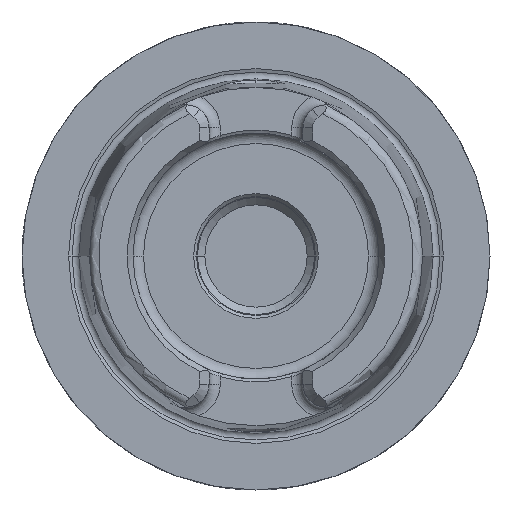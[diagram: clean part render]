
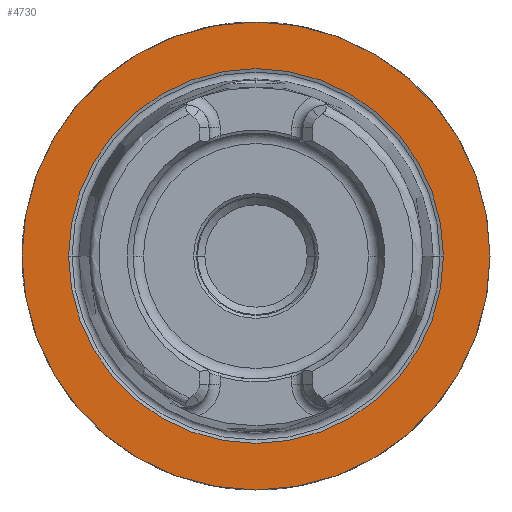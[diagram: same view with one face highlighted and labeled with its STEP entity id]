
A CAD part, left-side view. The second image highlights one B-rep face of the part: STEP entity #4730.
In plain terms, the highlighted planar face has unit normal (-1, 0, 0).
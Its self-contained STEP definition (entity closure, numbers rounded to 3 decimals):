
#1092=CARTESIAN_POINT('',(0.,0.,0.));
#1093=DIRECTION('',(1.,0.,0.));
#1094=DIRECTION('',(0.,1.,0.));
#1095=AXIS2_PLACEMENT_3D('',#1092,#1093,#1094);
#1097=CARTESIAN_POINT('',(0.,0.,0.));
#1098=DIRECTION('',(-1.,0.,0.));
#1099=DIRECTION('',(0.,1.,0.));
#1100=AXIS2_PLACEMENT_3D('',#1097,#1098,#1099);
#1102=CARTESIAN_POINT('',(0.,0.,0.));
#1103=DIRECTION('',(-1.,0.,0.));
#1104=DIRECTION('',(0.,-1.,0.));
#1105=AXIS2_PLACEMENT_3D('',#1102,#1103,#1104);
#1107=CARTESIAN_POINT('',(0.,0.,0.));
#1108=DIRECTION('',(-1.,0.,0.));
#1109=DIRECTION('',(0.,1.,0.));
#1110=AXIS2_PLACEMENT_3D('',#1107,#1108,#1109);
#2963=CARTESIAN_POINT('',(0.,-32.032,0.));
#2964=VERTEX_POINT('',#2963);
#2965=CARTESIAN_POINT('',(0.,32.032,0.));
#2966=VERTEX_POINT('',#2965);
#3303=CARTESIAN_POINT('',(0.,40.,0.));
#3304=CARTESIAN_POINT('',(0.,-40.,0.));
#3305=VERTEX_POINT('',#3303);
#3306=VERTEX_POINT('',#3304);
#4715=CARTESIAN_POINT('',(0.,0.,0.));
#4716=DIRECTION('',(1.,0.,0.));
#4717=DIRECTION('',(0.,-1.,0.));
#4718=AXIS2_PLACEMENT_3D('',#4715,#4716,#4717);
#4719=PLANE('',#4718);
#4721=ORIENTED_EDGE('',*,*,#4720,.T.);
#4723=ORIENTED_EDGE('',*,*,#4722,.F.);
#4724=EDGE_LOOP('',(#4721,#4723));
#4725=FACE_OUTER_BOUND('',#4724,.F.);
#4726=ORIENTED_EDGE('',*,*,#4710,.T.);
#4727=ORIENTED_EDGE('',*,*,#4694,.T.);
#4728=EDGE_LOOP('',(#4726,#4727));
#4729=FACE_BOUND('',#4728,.F.);
#4730=ADVANCED_FACE('',(#4725,#4729),#4719,.F.);
#1096=CIRCLE('',#1095,40.);
#1101=CIRCLE('',#1100,40.);
#1106=CIRCLE('',#1105,32.032);
#1111=CIRCLE('',#1110,32.032);
#4694=EDGE_CURVE('',#2966,#2964,#1111,.T.);
#4710=EDGE_CURVE('',#2964,#2966,#1106,.T.);
#4720=EDGE_CURVE('',#3305,#3306,#1096,.T.);
#4722=EDGE_CURVE('',#3305,#3306,#1101,.T.);
